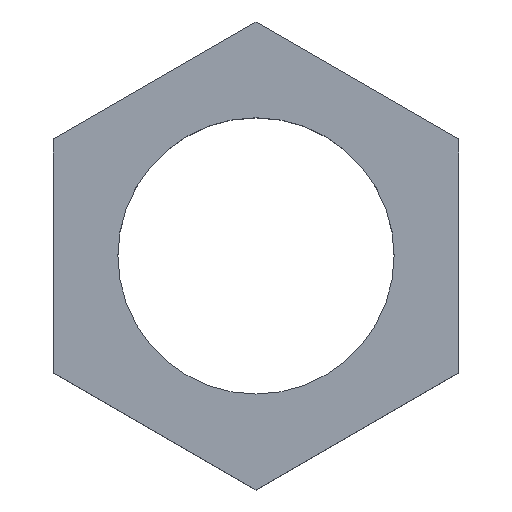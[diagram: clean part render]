
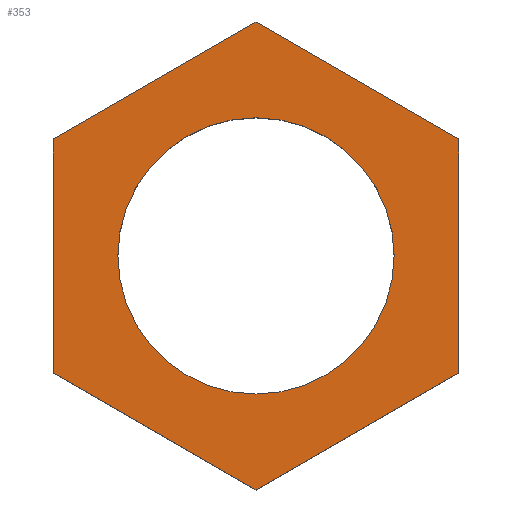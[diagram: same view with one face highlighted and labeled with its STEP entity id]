
A CAD part, top view. The second image highlights one B-rep face of the part: STEP entity #353.
In plain terms, the highlighted planar face has unit normal (0, 0, 1).
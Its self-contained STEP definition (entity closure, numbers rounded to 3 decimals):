
#4 = DIRECTION ( 'NONE',  ( -0.866, -0.5, 0. ) ) ;
#8 = EDGE_CURVE ( 'NONE', #306, #183, #25, .T. ) ;
#18 = EDGE_CURVE ( 'NONE', #190, #20, #327, .T. ) ;
#20 = VERTEX_POINT ( 'NONE', #299 ) ;
#24 = VECTOR ( 'NONE', #185, 1000. ) ;
#25 = CIRCLE ( 'NONE', #81, 1.5 ) ;
#31 = LINE ( 'NONE', #280, #76 ) ;
#35 = ORIENTED_EDGE ( 'NONE', *, *, #18, .T. ) ;
#41 = EDGE_CURVE ( 'NONE', #183, #306, #295, .T. ) ;
#46 = VECTOR ( 'NONE', #145, 1000. ) ;
#59 = ORIENTED_EDGE ( 'NONE', *, *, #249, .T. ) ;
#61 = CARTESIAN_POINT ( 'NONE',  ( 2.2, 1.27, 1.25 ) ) ;
#67 = FACE_OUTER_BOUND ( 'NONE', #115, .T. ) ;
#69 = EDGE_CURVE ( 'NONE', #277, #304, #220, .T. ) ;
#72 = CARTESIAN_POINT ( 'NONE',  ( -2.2, 1.27, 1.25 ) ) ;
#76 = VECTOR ( 'NONE', #105, 1000. ) ;
#81 = AXIS2_PLACEMENT_3D ( 'NONE', #89, #267, #207 ) ;
#89 = CARTESIAN_POINT ( 'NONE',  ( 0., 0., 1.25 ) ) ;
#91 = DIRECTION ( 'NONE',  ( 0., 0., 1. ) ) ;
#98 = CARTESIAN_POINT ( 'NONE',  ( 0., -2.54, 1.25 ) ) ;
#105 = DIRECTION ( 'NONE',  ( 0.866, -0.5, 0. ) ) ;
#115 = EDGE_LOOP ( 'NONE', ( #35, #158, #167, #59, #287, #333 ) ) ;
#116 = AXIS2_PLACEMENT_3D ( 'NONE', #245, #91, #209 ) ;
#126 = LINE ( 'NONE', #98, #24 ) ;
#127 = LINE ( 'NONE', #364, #260 ) ;
#142 = CARTESIAN_POINT ( 'NONE',  ( -2.2, 1.27, 1.25 ) ) ;
#145 = DIRECTION ( 'NONE',  ( 0., -1., 0. ) ) ;
#146 = CARTESIAN_POINT ( 'NONE',  ( 0., 2.54, 1.25 ) ) ;
#147 = DIRECTION ( 'NONE',  ( 0., 1., 0. ) ) ;
#149 = EDGE_CURVE ( 'NONE', #231, #254, #126, .T. ) ;
#158 = ORIENTED_EDGE ( 'NONE', *, *, #221, .T. ) ;
#159 = CARTESIAN_POINT ( 'NONE',  ( 1.5, 0., 1.25 ) ) ;
#167 = ORIENTED_EDGE ( 'NONE', *, *, #69, .T. ) ;
#179 = LINE ( 'NONE', #146, #309 ) ;
#183 = VERTEX_POINT ( 'NONE', #159 ) ;
#184 = DIRECTION ( 'NONE',  ( -0.866, 0.5, 0. ) ) ;
#185 = DIRECTION ( 'NONE',  ( 0.866, 0.5, 0. ) ) ;
#190 = VERTEX_POINT ( 'NONE', #271 ) ;
#192 = VECTOR ( 'NONE', #184, 1000. ) ;
#193 = CARTESIAN_POINT ( 'NONE',  ( -1.5, 0., 1.25 ) ) ;
#204 = FACE_BOUND ( 'NONE', #307, .T. ) ;
#207 = DIRECTION ( 'NONE',  ( 1., 0., 0. ) ) ;
#209 = DIRECTION ( 'NONE',  ( 1., 0., 0. ) ) ;
#210 = EDGE_CURVE ( 'NONE', #254, #190, #127, .T. ) ;
#219 = DIRECTION ( 'NONE',  ( 0., 0., 1. ) ) ;
#220 = LINE ( 'NONE', #142, #46 ) ;
#221 = EDGE_CURVE ( 'NONE', #20, #277, #179, .T. ) ;
#227 = AXIS2_PLACEMENT_3D ( 'NONE', #310, #219, #296 ) ;
#231 = VERTEX_POINT ( 'NONE', #236 ) ;
#236 = CARTESIAN_POINT ( 'NONE',  ( 0., -2.54, 1.25 ) ) ;
#245 = CARTESIAN_POINT ( 'NONE',  ( 0., 0., 1.25 ) ) ;
#246 = ORIENTED_EDGE ( 'NONE', *, *, #41, .F. ) ;
#249 = EDGE_CURVE ( 'NONE', #304, #231, #31, .T. ) ;
#254 = VERTEX_POINT ( 'NONE', #371 ) ;
#260 = VECTOR ( 'NONE', #147, 1000. ) ;
#267 = DIRECTION ( 'NONE',  ( 0., 0., 1. ) ) ;
#271 = CARTESIAN_POINT ( 'NONE',  ( 2.2, 1.27, 1.25 ) ) ;
#277 = VERTEX_POINT ( 'NONE', #72 ) ;
#280 = CARTESIAN_POINT ( 'NONE',  ( -2.2, -1.27, 1.25 ) ) ;
#287 = ORIENTED_EDGE ( 'NONE', *, *, #149, .T. ) ;
#295 = CIRCLE ( 'NONE', #116, 1.5 ) ;
#296 = DIRECTION ( 'NONE',  ( 1., 0., 0. ) ) ;
#299 = CARTESIAN_POINT ( 'NONE',  ( 0., 2.54, 1.25 ) ) ;
#304 = VERTEX_POINT ( 'NONE', #368 ) ;
#306 = VERTEX_POINT ( 'NONE', #193 ) ;
#307 = EDGE_LOOP ( 'NONE', ( #336, #246 ) ) ;
#308 = PLANE ( 'NONE',  #227 ) ;
#309 = VECTOR ( 'NONE', #4, 1000. ) ;
#310 = CARTESIAN_POINT ( 'NONE',  ( 0., 0., 1.25 ) ) ;
#327 = LINE ( 'NONE', #61, #192 ) ;
#333 = ORIENTED_EDGE ( 'NONE', *, *, #210, .T. ) ;
#336 = ORIENTED_EDGE ( 'NONE', *, *, #8, .F. ) ;
#353 = ADVANCED_FACE ( 'NONE', ( #67, #204 ), #308, .T. ) ;
#364 = CARTESIAN_POINT ( 'NONE',  ( 2.2, -1.27, 1.25 ) ) ;
#368 = CARTESIAN_POINT ( 'NONE',  ( -2.2, -1.27, 1.25 ) ) ;
#371 = CARTESIAN_POINT ( 'NONE',  ( 2.2, -1.27, 1.25 ) ) ;
